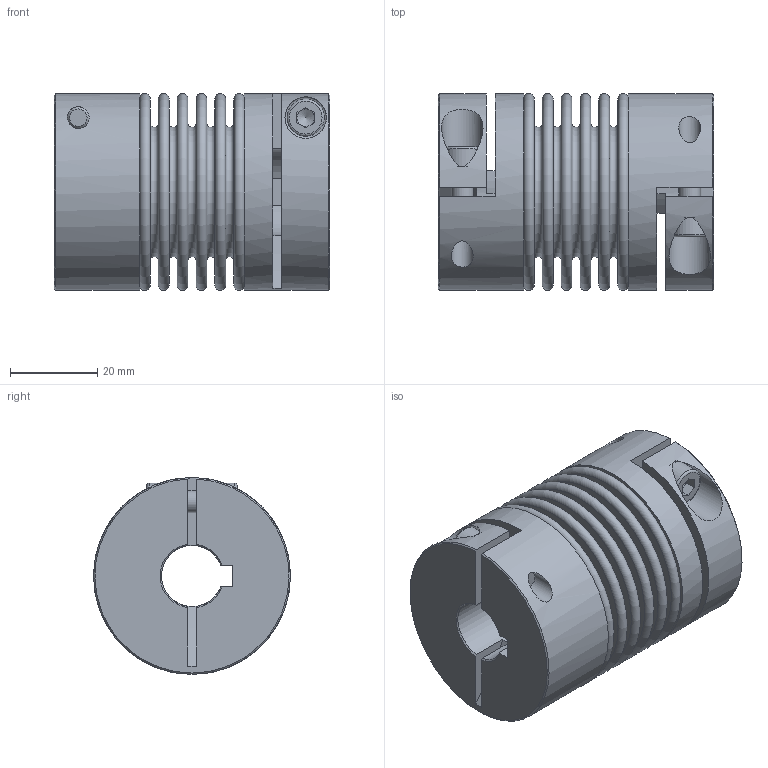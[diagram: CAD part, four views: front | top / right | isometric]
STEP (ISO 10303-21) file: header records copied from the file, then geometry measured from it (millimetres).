
FILE_DESCRIPTION(/* description */ ('STEP AP203'),/* implementation_level */ '2;1');
FILE_NAME(/* name */ 'KB4-18-63-N14-N20',/* time_stamp */ '2023-06-16T13:26:24+02:00',/* author */ ('License CC BY-ND 4.0'),/* organization */ ('CADENAS'),/* preprocessor_version */ 'ST-DEVELOPER v19.3',/* originating_system */ 'PARTsolutions',/* authorisation */ ' ');
FILE_SCHEMA (('CONFIG_CONTROL_DESIGN'));
Length unit declared in the file: millimetre
Products named in the file (1): KB4-18-63-N14-N20
Bounding box: 63 x 45 x 45 mm (x, y, z)
Volume: 51295.6 mm3; surface area: 38754 mm2
Topology: 1 solids, 1 shells, 130 faces, 282 edges, 182 vertices
Faces by surface type: plane 74, torus 26, cylinder 18, cone 12
Full cylindrical faces by diameter (mm): 5 x4, 8.5 x2, 40.4 x2, 45 x2
Entity records: 3428 total; most frequent: CARTESIAN_POINT 685, DIRECTION 584, ORIENTED_EDGE 468, AXIS2_PLACEMENT_3D 243, EDGE_CURVE 234, FACE_BOUND 206, EDGE_LOOP 204, VERTEX_POINT 176
